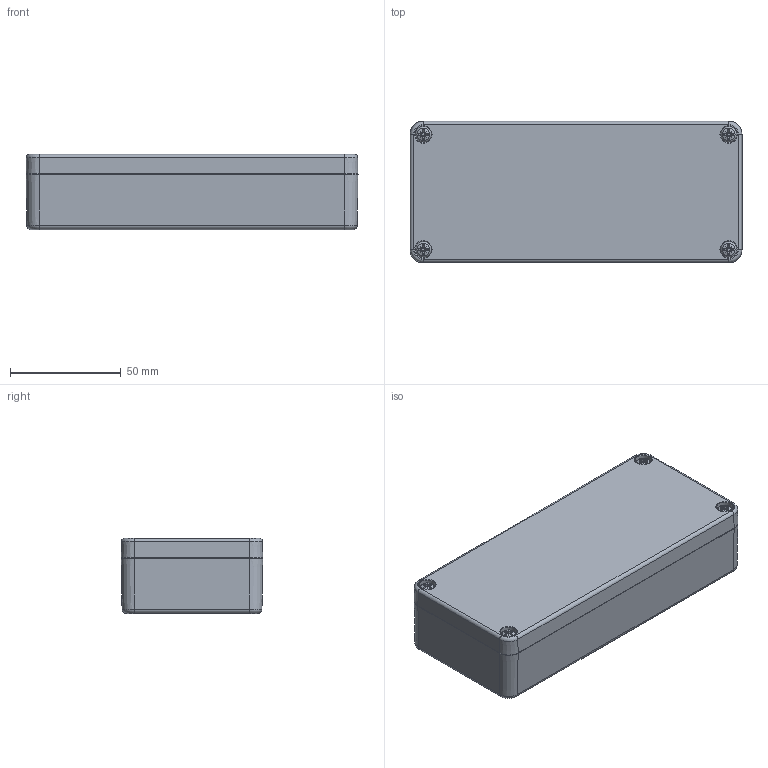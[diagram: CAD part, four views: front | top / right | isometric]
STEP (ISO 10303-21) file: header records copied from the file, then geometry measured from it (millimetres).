
FILE_DESCRIPTION((''),'2;1');
FILE_NAME('0101100600--MBA_156030_VE.stp','2014-10-20T09:51:22',('robin.rentz'),(''),'Autodesk Inventor 2012','Autodesk Inventor 2012','');
FILE_SCHEMA(('CONFIG_CONTROL_DESIGN'));
Length unit declared in the file: millimetre
Products named in the file (5): 0101100600--MBA_156030_VE; 0100100602-UT_156030-156045_VE; 0100100601-OT_156030_VE; 1990000044 Schraube BM 4x18; xxx-O-Ring-MBA_156030
Assembly tree (7 placements, depth 2):
  0101100600--MBA_156030_VE
    0100100602-UT_156030-156045_VE
    0100100601-OT_156030_VE
    1990000044 Schraube BM 4x18  x4
    xxx-O-Ring-MBA_156030
Bounding box: 150 x 64 x 34 mm (x, y, z)
Volume: 118995.9 mm3; surface area: 72542.5 mm2
Topology: 7 solids, 7 shells, 684 faces, 1616 edges, 980 vertices
Faces by surface type: cylinder 184, plane 172, torus 140, cone 103, bspline 75, sphere 10
Full cylindrical faces by diameter (mm): 3 x8, 3.242 x7, 3.3 x4, 4 x4, 4.5 x6, 4.8 x2, 5 x4, 7.2 x4, 7.5 x6
Entity records: 26064 total; most frequent: CARTESIAN_POINT 13874, DIRECTION 2542, ORIENTED_EDGE 2430, EDGE_CURVE 1215, AXIS2_PLACEMENT_3D 1073, VERTEX_POINT 757, EDGE_LOOP 658, CIRCLE 567
